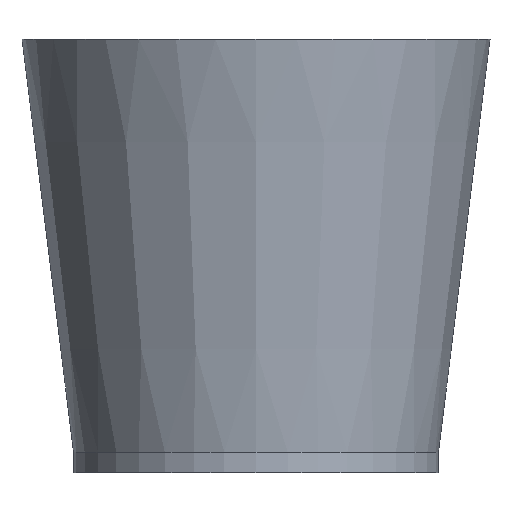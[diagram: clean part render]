
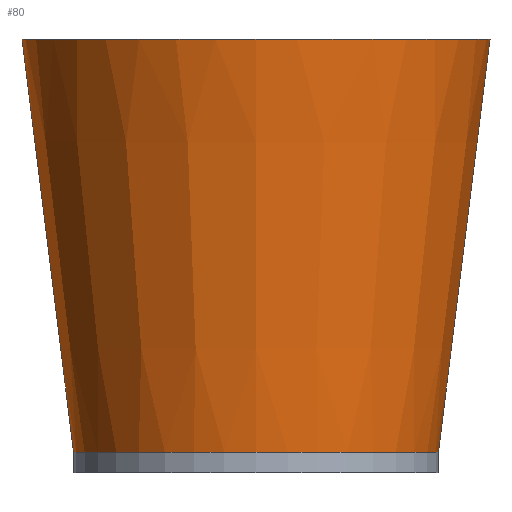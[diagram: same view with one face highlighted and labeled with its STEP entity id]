
A CAD part, front view. The second image highlights one B-rep face of the part: STEP entity #80.
In plain terms, the highlighted conical face has half-angle 7.125 degrees and reference radius 34 mm.
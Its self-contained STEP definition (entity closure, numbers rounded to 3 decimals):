
#17=CONICAL_SURFACE('',#105,34.,0.124);
#20=LINE('',#152,#23);
#23=VECTOR('',#132,34.);
#30=FACE_OUTER_BOUND('',#37,.T.);
#37=EDGE_LOOP('',(#68,#69,#70,#71));
#40=CIRCLE('',#99,26.5);
#42=CIRCLE('',#104,34.);
#45=VERTEX_POINT('',#140);
#47=VERTEX_POINT('',#149);
#51=EDGE_CURVE('',#45,#45,#40,.T.);
#54=EDGE_CURVE('',#47,#47,#42,.T.);
#55=EDGE_CURVE('',#45,#47,#20,.T.);
#68=ORIENTED_EDGE('',*,*,#51,.T.);
#69=ORIENTED_EDGE('',*,*,#55,.T.);
#70=ORIENTED_EDGE('',*,*,#54,.T.);
#71=ORIENTED_EDGE('',*,*,#55,.F.);
#80=ADVANCED_FACE('',(#30),#17,.T.);
#99=AXIS2_PLACEMENT_3D('',#142,#117,#118);
#104=AXIS2_PLACEMENT_3D('',#150,#128,#129);
#105=AXIS2_PLACEMENT_3D('',#151,#130,#131);
#117=DIRECTION('center_axis',(0.,0.,1.));
#118=DIRECTION('ref_axis',(1.,0.,0.));
#128=DIRECTION('center_axis',(0.,0.,-1.));
#129=DIRECTION('ref_axis',(1.,0.,0.));
#130=DIRECTION('center_axis',(0.,0.,1.));
#131=DIRECTION('ref_axis',(1.,0.,0.));
#132=DIRECTION('',(-0.124,0.,0.992));
#140=CARTESIAN_POINT('',(-18.,150.,0.));
#142=CARTESIAN_POINT('Origin',(8.5,150.,0.));
#149=CARTESIAN_POINT('',(-25.5,150.,60.));
#150=CARTESIAN_POINT('Origin',(8.5,150.,60.));
#151=CARTESIAN_POINT('Origin',(8.5,150.,60.));
#152=CARTESIAN_POINT('',(-25.5,150.,60.));
